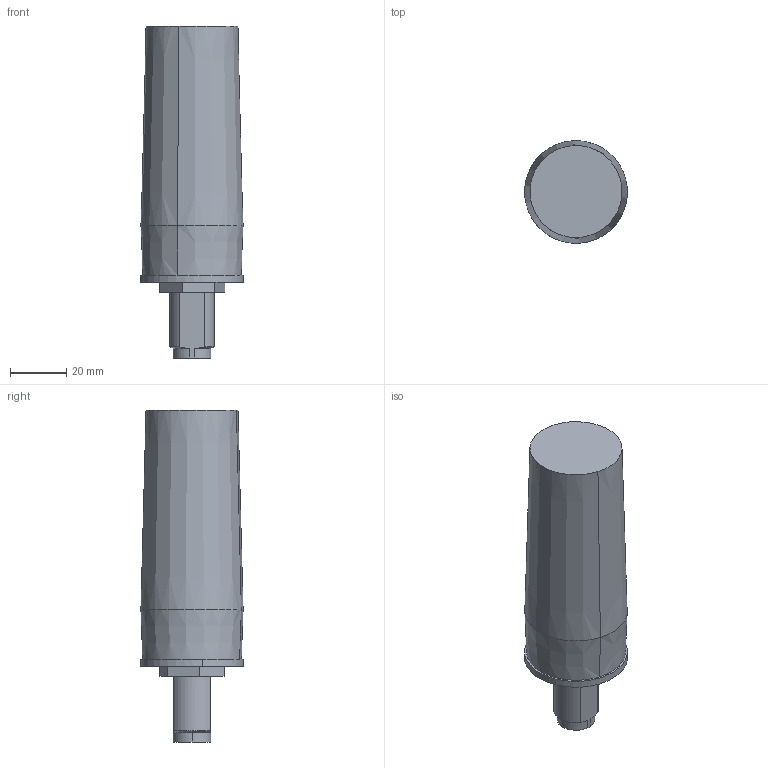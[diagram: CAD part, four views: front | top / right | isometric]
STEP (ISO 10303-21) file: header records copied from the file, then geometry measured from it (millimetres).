
FILE_DESCRIPTION(('CATIA V5 STEP Exchange','CAx-IF Rec.Pracs.--- Model Styling and Organization---1.4--- 2014-01-23'),'2;1');
FILE_NAME ('D1487199_0_2788150000_S3D_IE_ANT_CELL_SISO_LO_NF.stp','2021-05-25T11:30:28+00:00',('none'),('Weidmueller'),'CATIA Version 5-6 Release 2016 SP3 HF44','CATIA V5 STEP AP214','none');
FILE_SCHEMA(('AUTOMOTIVE_DESIGN { 1 0 10303 214 1 1 1 1 }'));
Length unit declared in the file: millimetre
Products named in the file (1): S3D_IE_ANT_CELL_SISO_LO_NF
Bounding box: 36.51 x 36.51 x 117.94 mm (x, y, z)
Volume: 92288.1 mm3; surface area: 14027.3 mm2
Topology: 2 solids, 2 shells, 30 faces, 76 edges, 52 vertices
Faces by surface type: plane 14, cylinder 8, cone 8
Entity records: 1044 total; most frequent: CARTESIAN_POINT 327, ORIENTED_EDGE 152, DIRECTION 96, EDGE_CURVE 76, VERTEX_POINT 52, VECTOR 40, LINE 40, AXIS2_PLACEMENT_3D 37
